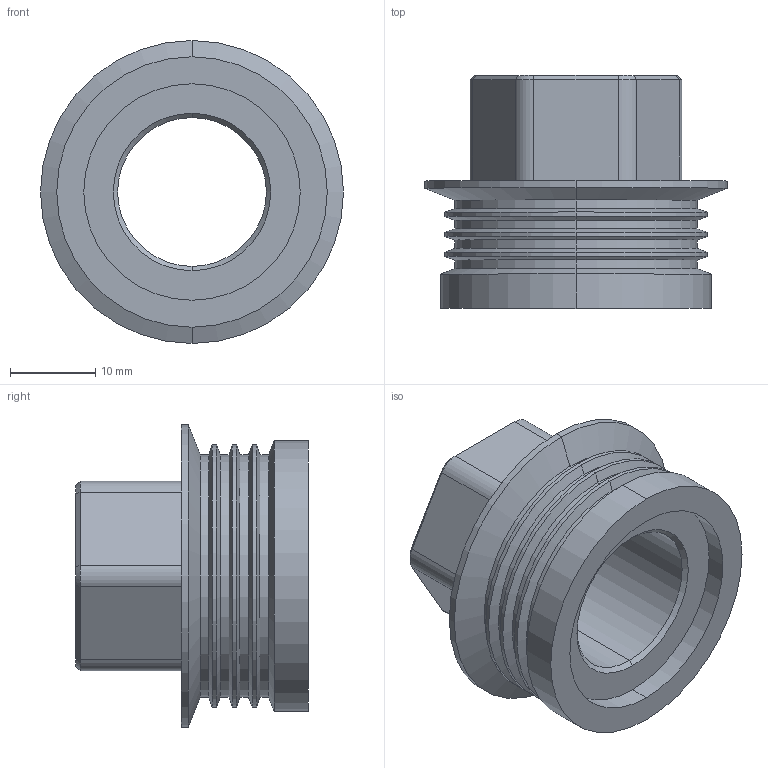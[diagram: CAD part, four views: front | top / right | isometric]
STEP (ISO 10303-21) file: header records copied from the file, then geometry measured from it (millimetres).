
FILE_DESCRIPTION (( 'STEP AP214' ), '1' );
FILE_NAME ('Intermediate Weapon Pully Machined vBelt.STEP', '2024-03-14T05:00:59', ( '' ), ( '' ), 'SwSTEP 2.0', 'SolidWorks 2023', '' );
FILE_SCHEMA (( 'AUTOMOTIVE_DESIGN' ));
Length unit declared in the file: inch
Products named in the file (1): Intermediate Weapon Pully Machined vBelt
Bounding box: 35.56 x 27.3 x 35.56 mm (x, y, z)
Volume: 9090 mm3; surface area: 5985 mm2
Topology: 1 solids, 1 shells, 70 faces, 150 edges, 84 vertices
Faces by surface type: cylinder 28, cone 26, plane 16
Entity records: 1887 total; most frequent: DIRECTION 358, CARTESIAN_POINT 305, ORIENTED_EDGE 300, EDGE_CURVE 150, AXIS2_PLACEMENT_3D 137, VECTOR 84, LINE 84, VERTEX_POINT 84
